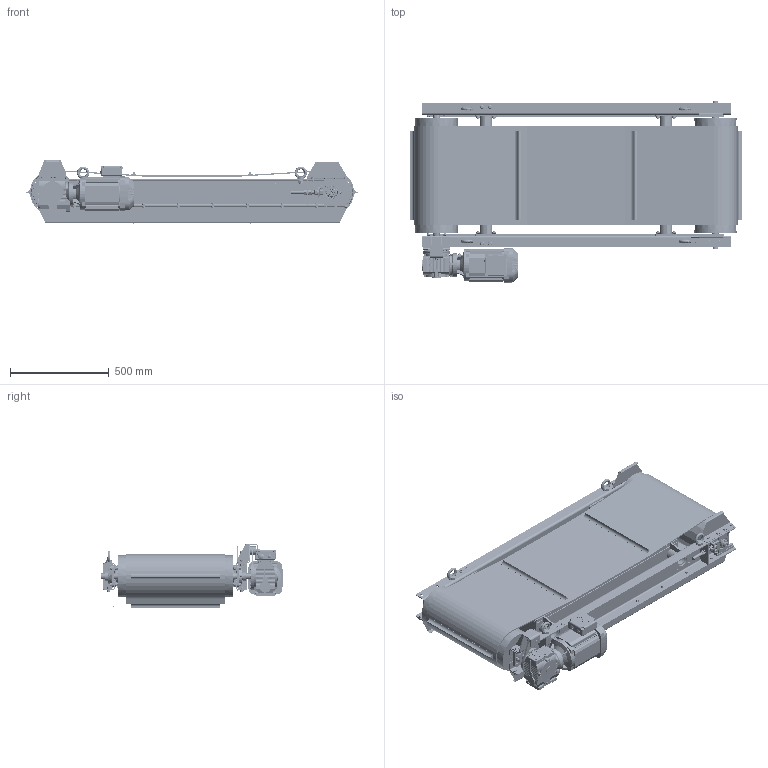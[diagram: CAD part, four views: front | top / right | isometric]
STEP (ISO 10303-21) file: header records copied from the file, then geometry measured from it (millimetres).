
FILE_DESCRIPTION(/* description */ (''),/* implementation_level */ '2;1');
FILE_NAME(/* name */ 'ROFC080320.stp',/* time_stamp */ '2023-03-01T18:37:24+01:00',/* author */ ('LF'),/* organization */ (''),/* preprocessor_version */ 'ST-DEVELOPER v18.1',/* originating_system */ 'Autodesk Inventor 2021',/* authorisation */ '');
FILE_SCHEMA (('AUTOMOTIVE_DESIGN { 1 0 10303 214 3 1 1 }'));
Length unit declared in the file: millimetre
Products named in the file (1): ROFC080320_Obal_1
Bounding box: 1678 x 919.28 x 322.4 mm (x, y, z)
Volume: 51700186.6 mm3; surface area: 12553297.7 mm2
Topology: 308 solids, 308 shells, 6800 faces, 16226 edges, 10405 vertices
Faces by surface type: plane 3435, cylinder 1657, cone 962, bspline 492, torus 206, sphere 48
Full cylindrical faces by diameter (mm): 1.6 x4, 3 x4, 4 x2, 4.8 x2, 4.917 x48, 5 x7, 6 x36, 6.6 x4, 6.647 x36, 6.92 x2, 7 x34, 7.323 x32, 8 x48, 8.376 x25, 8.4 x51, 9 x36, 9.188 x27, 9.7 x4, 9.8 x2, 10 x71, 10.106 x6, 10.4 x1, 10.5 x38, 11 x17, 11.4 x32, 11.5 x8, 12.4 x8, 13.835 x11, 14 x7, 14.8 x4
Entity records: 239256 total; most frequent: CARTESIAN_POINT 76948, ORIENTED_EDGE 32290, DIRECTION 31613, EDGE_CURVE 16145, AXIS2_PLACEMENT_3D 11707, VERTEX_POINT 10401, LINE 8199, VECTOR 8199
